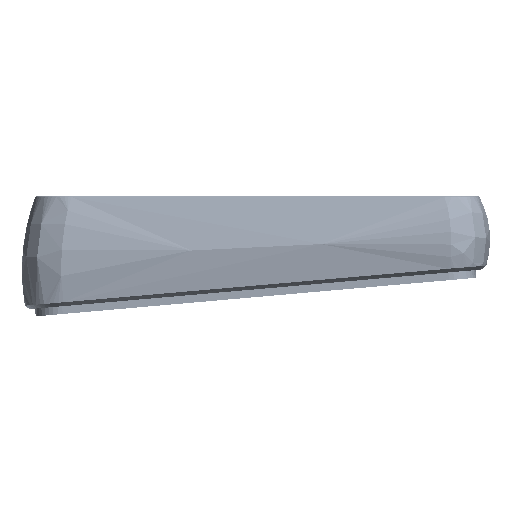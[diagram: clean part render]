
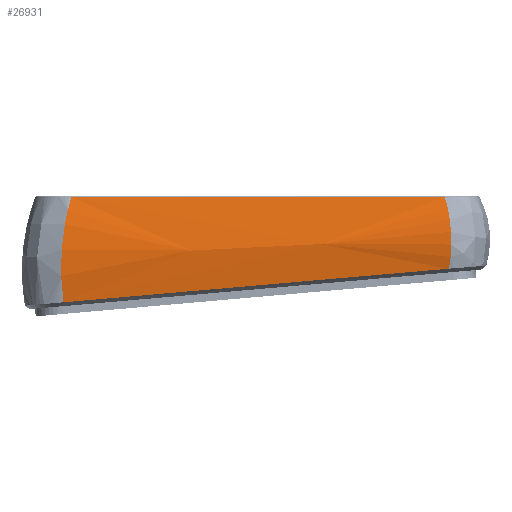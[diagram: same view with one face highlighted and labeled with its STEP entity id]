
A CAD part, left-side view. The second image highlights one B-rep face of the part: STEP entity #26931.
In plain terms, the highlighted free-form (B-spline) face has degree [3, 3] with [5, 4] control points.
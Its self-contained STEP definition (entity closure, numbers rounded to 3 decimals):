
#394=B_SPLINE_CURVE_WITH_KNOTS('',3,(#39773,#39774,#39775,#39776),
 .UNSPECIFIED.,.F.,.F.,(4,4),(-11.186,-1.585),
 .UNSPECIFIED.);
#395=B_SPLINE_CURVE_WITH_KNOTS('',3,(#39793,#39794,#39795,#39796),
 .UNSPECIFIED.,.F.,.F.,(4,4),(-1.401,-1.39),
 .UNSPECIFIED.);
#399=B_SPLINE_CURVE_WITH_KNOTS('',3,(#39864,#39865,#39866,#39867),
 .UNSPECIFIED.,.F.,.F.,(4,4),(-0.011,0.),.UNSPECIFIED.);
#427=B_SPLINE_CURVE_WITH_KNOTS('',3,(#40462,#40463,#40464,#40465),
 .UNSPECIFIED.,.F.,.F.,(4,4),(-8.237,1.701),
 .UNSPECIFIED.);
#428=B_SPLINE_CURVE_WITH_KNOTS('',3,(#40482,#40483,#40484,#40485),
 .UNSPECIFIED.,.F.,.F.,(4,4),(-1.576,-1.57),
 .UNSPECIFIED.);
#432=B_SPLINE_CURVE_WITH_KNOTS('',3,(#40554,#40555,#40556,#40557),
 .UNSPECIFIED.,.F.,.F.,(4,4),(-0.027,0.),.UNSPECIFIED.);
#445=B_SPLINE_CURVE_WITH_KNOTS('',3,(#40916,#40917,#40918,#40919,#40920,
#40921,#40922),.UNSPECIFIED.,.F.,.F.,(4,1,1,1,4),(-10.303,-9.961,
-9.62,-9.278,-9.108),.UNSPECIFIED.);
#446=B_SPLINE_CURVE_WITH_KNOTS('',3,(#40959,#40960,#40961,#40962,#40963,
#40964),.UNSPECIFIED.,.F.,.F.,(4,1,1,4),(-2.291,-1.376,
-0.701,-0.034),.UNSPECIFIED.);
#955=B_SPLINE_SURFACE_WITH_KNOTS('',3,3,((#40965,#40966,#40967,#40968),
(#40969,#40970,#40971,#40972),(#40973,#40974,#40975,#40976),(#40977,#40978,
#40979,#40980),(#40981,#40982,#40983,#40984)),.UNSPECIFIED.,.F.,.F.,.F.,
(4,1,4),(4,4),(0.035,0.443,0.986),
(0.112,0.865),.UNSPECIFIED.);
#2455=FACE_OUTER_BOUND('',#3897,.T.);
#3897=EDGE_LOOP('',(#18955,#18956,#18957,#18958,#18959,#18960,#18961,#18962));
#11388=VERTEX_POINT('',#39714);
#11389=VERTEX_POINT('',#39763);
#11392=VERTEX_POINT('',#39771);
#11393=VERTEX_POINT('',#39829);
#11444=VERTEX_POINT('',#40408);
#11445=VERTEX_POINT('',#40452);
#11448=VERTEX_POINT('',#40460);
#11449=VERTEX_POINT('',#40518);
#14199=EDGE_CURVE('',#11392,#11389,#394,.T.);
#14200=EDGE_CURVE('',#11389,#11388,#395,.T.);
#14206=EDGE_CURVE('',#11393,#11392,#399,.T.);
#14300=EDGE_CURVE('',#11448,#11445,#427,.T.);
#14301=EDGE_CURVE('',#11445,#11444,#428,.T.);
#14307=EDGE_CURVE('',#11449,#11448,#432,.T.);
#14374=EDGE_CURVE('',#11388,#11449,#445,.T.);
#14375=EDGE_CURVE('',#11444,#11393,#446,.T.);
#18955=ORIENTED_EDGE('',*,*,#14206,.F.);
#18956=ORIENTED_EDGE('',*,*,#14375,.F.);
#18957=ORIENTED_EDGE('',*,*,#14301,.F.);
#18958=ORIENTED_EDGE('',*,*,#14300,.F.);
#18959=ORIENTED_EDGE('',*,*,#14307,.F.);
#18960=ORIENTED_EDGE('',*,*,#14374,.F.);
#18961=ORIENTED_EDGE('',*,*,#14200,.F.);
#18962=ORIENTED_EDGE('',*,*,#14199,.F.);
#26931=ADVANCED_FACE('',(#2455),#955,.T.);
#39714=CARTESIAN_POINT('',(-8.658,-94.987,9.145));
#39763=CARTESIAN_POINT('',(-8.659,-94.873,9.145));
#39771=CARTESIAN_POINT('',(-8.616,1.135,9.126));
#39773=CARTESIAN_POINT('Ctrl Pts',(-8.616,1.135,9.126));
#39774=CARTESIAN_POINT('Ctrl Pts',(-8.627,-30.868,
9.13));
#39775=CARTESIAN_POINT('Ctrl Pts',(-8.639,-62.871,9.135));
#39776=CARTESIAN_POINT('Ctrl Pts',(-8.659,-94.873,
9.145));
#39793=CARTESIAN_POINT('Ctrl Pts',(-8.659,-94.873,
9.145));
#39794=CARTESIAN_POINT('Ctrl Pts',(-8.659,-94.911,
9.145));
#39795=CARTESIAN_POINT('Ctrl Pts',(-8.659,-94.949,
9.145));
#39796=CARTESIAN_POINT('Ctrl Pts',(-8.658,-94.987,
9.145));
#39829=CARTESIAN_POINT('',(-8.616,1.249,9.126));
#39864=CARTESIAN_POINT('Ctrl Pts',(-8.616,1.249,9.126));
#39865=CARTESIAN_POINT('Ctrl Pts',(-8.616,1.211,9.126));
#39866=CARTESIAN_POINT('Ctrl Pts',(-8.616,1.173,9.126));
#39867=CARTESIAN_POINT('Ctrl Pts',(-8.616,1.135,9.126));
#40408=CARTESIAN_POINT('',(-11.149,3.277,-17.987));
#40452=CARTESIAN_POINT('',(-11.148,3.217,-17.982));
#40460=CARTESIAN_POINT('',(-10.494,-95.783,-9.346));
#40462=CARTESIAN_POINT('Ctrl Pts',(-10.494,-95.783,
-9.346));
#40463=CARTESIAN_POINT('Ctrl Pts',(-10.699,-62.782,
-12.219));
#40464=CARTESIAN_POINT('Ctrl Pts',(-10.921,-29.783,
-15.099));
#40465=CARTESIAN_POINT('Ctrl Pts',(-11.148,3.217,-17.982));
#40482=CARTESIAN_POINT('Ctrl Pts',(-11.148,3.217,-17.982));
#40483=CARTESIAN_POINT('Ctrl Pts',(-11.148,3.237,-17.983));
#40484=CARTESIAN_POINT('Ctrl Pts',(-11.148,3.257,-17.985));
#40485=CARTESIAN_POINT('Ctrl Pts',(-11.149,3.277,-17.987));
#40518=CARTESIAN_POINT('',(-10.492,-96.063,-9.322));
#40554=CARTESIAN_POINT('Ctrl Pts',(-10.492,-96.063,
-9.322));
#40555=CARTESIAN_POINT('Ctrl Pts',(-10.492,-95.97,-9.33));
#40556=CARTESIAN_POINT('Ctrl Pts',(-10.493,-95.876,
-9.337));
#40557=CARTESIAN_POINT('Ctrl Pts',(-10.494,-95.783,
-9.346));
#40916=CARTESIAN_POINT('Ctrl Pts',(-8.658,-94.987,9.145));
#40917=CARTESIAN_POINT('Ctrl Pts',(-9.415,-95.454,7.653));
#40918=CARTESIAN_POINT('Ctrl Pts',(-10.719,-96.237,
4.367));
#40919=CARTESIAN_POINT('Ctrl Pts',(-11.612,-96.784,
-1.223));
#40920=CARTESIAN_POINT('Ctrl Pts',(-11.295,-96.603,
-5.908));
#40921=CARTESIAN_POINT('Ctrl Pts',(-10.717,-96.219,
-8.492));
#40922=CARTESIAN_POINT('Ctrl Pts',(-10.492,-96.063,
-9.322));
#40959=CARTESIAN_POINT('Ctrl Pts',(-11.148,3.276,-17.987));
#40960=CARTESIAN_POINT('Ctrl Pts',(-11.807,3.796,-14.275));
#40961=CARTESIAN_POINT('Ctrl Pts',(-12.208,4.149,-7.645));
#40962=CARTESIAN_POINT('Ctrl Pts',(-11.021,3.201,1.541));
#40963=CARTESIAN_POINT('Ctrl Pts',(-9.529,1.986,6.683));
#40964=CARTESIAN_POINT('Ctrl Pts',(-8.616,1.249,9.126));
#40965=CARTESIAN_POINT('Ctrl Pts',(-10.405,-97.154,
-9.508));
#40966=CARTESIAN_POINT('Ctrl Pts',(-10.656,-63.193,
-12.375));
#40967=CARTESIAN_POINT('Ctrl Pts',(-10.908,-29.231,
-15.243));
#40968=CARTESIAN_POINT('Ctrl Pts',(-11.159,4.731,-18.11));
#40969=CARTESIAN_POINT('Ctrl Pts',(-11.178,-97.003,
-6.863));
#40970=CARTESIAN_POINT('Ctrl Pts',(-11.395,-63.186,-9.314));
#40971=CARTESIAN_POINT('Ctrl Pts',(-11.612,-29.369,
-11.765));
#40972=CARTESIAN_POINT('Ctrl Pts',(-11.829,4.448,-14.216));
#40973=CARTESIAN_POINT('Ctrl Pts',(-11.973,-96.628,
-0.388));
#40974=CARTESIAN_POINT('Ctrl Pts',(-12.103,-63.158,
-1.908));
#40975=CARTESIAN_POINT('Ctrl Pts',(-12.233,-29.689,
-3.428));
#40976=CARTESIAN_POINT('Ctrl Pts',(-12.363,3.781,-4.948));
#40977=CARTESIAN_POINT('Ctrl Pts',(-10.288,-96.259,5.984));
#40978=CARTESIAN_POINT('Ctrl Pts',(-10.342,-63.132,
5.385));
#40979=CARTESIAN_POINT('Ctrl Pts',(-10.4,-30.005,
4.786));
#40980=CARTESIAN_POINT('Ctrl Pts',(-10.455,3.123,4.186));
#40981=CARTESIAN_POINT('Ctrl Pts',(-8.605,-96.075,
9.252));
#40982=CARTESIAN_POINT('Ctrl Pts',(-8.609,-63.13,
9.209));
#40983=CARTESIAN_POINT('Ctrl Pts',(-8.613,-30.184,
9.167));
#40984=CARTESIAN_POINT('Ctrl Pts',(-8.617,2.762,9.124));
